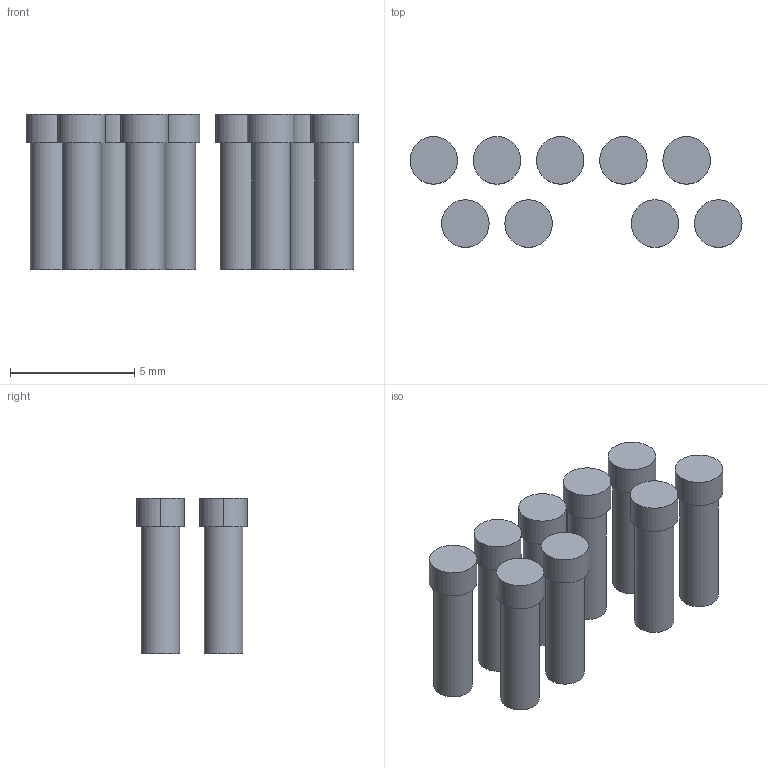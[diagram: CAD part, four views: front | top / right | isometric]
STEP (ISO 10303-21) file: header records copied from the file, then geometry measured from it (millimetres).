
FILE_DESCRIPTION(('FreeCAD Model'),'2;1');
FILE_NAME('Compound.step','2021-02-11T08:47:50', ('kicad StepUp'),('ksu MCAD'),'Open CASCADE STEP processor 7.3', 'FreeCAD','Unknown');
FILE_SCHEMA(('AUTOMOTIVE_DESIGN { 1 0 10303 214 1 1 1 1 }'));
Length unit declared in the file: millimetre
Products named in the file (1): Compound
Bounding box: 13.34 x 4.45 x 6.24 mm (x, y, z)
Volume: 116.6 mm3; surface area: 371.6 mm2
Topology: 18 solids, 18 shells, 63 faces, 243 edges, 342 vertices
Faces by surface type: plane 36, cylinder 27
Full cylindrical faces by diameter (mm): 1.555 x9
Entity records: 3132 total; most frequent: CARTESIAN_POINT 685, DIRECTION 533, AXIS2_PLACEMENT_3D 226, ORIENTED_EDGE 162, CIRCLE 162, GEOMETRIC_CURVE_SET 162, TRIMMED_CURVE 162, EDGE_CURVE 81
